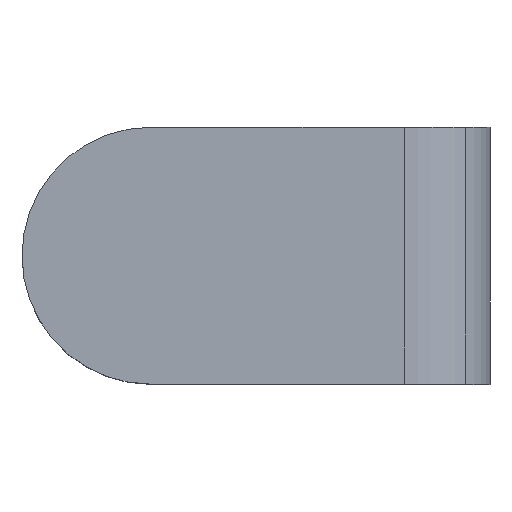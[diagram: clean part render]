
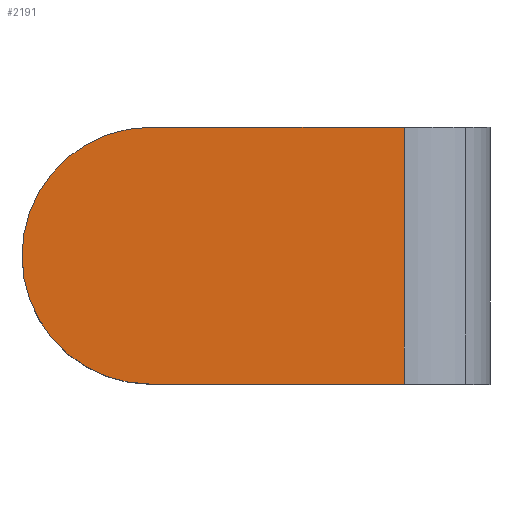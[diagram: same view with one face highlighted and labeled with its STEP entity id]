
A CAD part, top view. The second image highlights one B-rep face of the part: STEP entity #2191.
In plain terms, the highlighted planar face has unit normal (0, 0, 1).
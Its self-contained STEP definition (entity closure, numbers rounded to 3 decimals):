
#3 = CARTESIAN_POINT ( 'NONE',  ( -82., 22.5, 0. ) ) ;
#55 = EDGE_CURVE ( 'NONE', #967, #3176, #1775, .T. ) ;
#73 = DIRECTION ( 'NONE',  ( 0., -1., 0. ) ) ;
#225 = EDGE_CURVE ( 'NONE', #3355, #569, #3601, .T. ) ;
#339 = DIRECTION ( 'NONE',  ( 1., 0., 0. ) ) ;
#438 = EDGE_LOOP ( 'NONE', ( #1591, #1529, #1423, #1963, #1750 ) ) ;
#566 = EDGE_CURVE ( 'NONE', #3176, #1505, #3162, .T. ) ;
#569 = VERTEX_POINT ( 'NONE', #2417 ) ;
#670 = CARTESIAN_POINT ( 'NONE',  ( -59.5, 22.5, 0. ) ) ;
#718 = CARTESIAN_POINT ( 'NONE',  ( -59.5, 0., 0. ) ) ;
#726 = DIRECTION ( 'NONE',  ( 0., 0., 1. ) ) ;
#887 = FACE_OUTER_BOUND ( 'NONE', #438, .T. ) ;
#967 = VERTEX_POINT ( 'NONE', #670 ) ;
#1218 = AXIS2_PLACEMENT_3D ( 'NONE', #718, #1858, #3011 ) ;
#1423 = ORIENTED_EDGE ( 'NONE', *, *, #1738, .T. ) ;
#1424 = LINE ( 'NONE', #3, #3438 ) ;
#1488 = CARTESIAN_POINT ( 'NONE',  ( -15., 22.5, 0. ) ) ;
#1505 = VERTEX_POINT ( 'NONE', #3240 ) ;
#1529 = ORIENTED_EDGE ( 'NONE', *, *, #566, .T. ) ;
#1591 = ORIENTED_EDGE ( 'NONE', *, *, #55, .T. ) ;
#1606 = AXIS2_PLACEMENT_3D ( 'NONE', #1669, #3433, #2315 ) ;
#1669 = CARTESIAN_POINT ( 'NONE',  ( -82., 22.5, 0. ) ) ;
#1738 = EDGE_CURVE ( 'NONE', #1505, #569, #2464, .T. ) ;
#1750 = ORIENTED_EDGE ( 'NONE', *, *, #3643, .F. ) ;
#1775 = CIRCLE ( 'NONE', #2927, 22.5 ) ;
#1858 = DIRECTION ( 'NONE',  ( 0., 0., 1. ) ) ;
#1963 = ORIENTED_EDGE ( 'NONE', *, *, #225, .F. ) ;
#2191 = ADVANCED_FACE ( 'NONE', ( #887 ), #2830, .F. ) ;
#2315 = DIRECTION ( 'NONE',  ( -1., 0., 0. ) ) ;
#2317 = VECTOR ( 'NONE', #2706, 1000. ) ;
#2417 = CARTESIAN_POINT ( 'NONE',  ( -15., -22.5, 0. ) ) ;
#2455 = CARTESIAN_POINT ( 'NONE',  ( -59.5, 0., 0. ) ) ;
#2464 = LINE ( 'NONE', #3251, #2317 ) ;
#2706 = DIRECTION ( 'NONE',  ( 1., 0., 0. ) ) ;
#2756 = CARTESIAN_POINT ( 'NONE',  ( -15., 22.5, 0. ) ) ;
#2758 = DIRECTION ( 'NONE',  ( -1., 0., 0. ) ) ;
#2830 = PLANE ( 'NONE',  #1606 ) ;
#2927 = AXIS2_PLACEMENT_3D ( 'NONE', #2455, #726, #2758 ) ;
#3011 = DIRECTION ( 'NONE',  ( -1., 0., 0. ) ) ;
#3162 = CIRCLE ( 'NONE', #1218, 22.5 ) ;
#3176 = VERTEX_POINT ( 'NONE', #3441 ) ;
#3240 = CARTESIAN_POINT ( 'NONE',  ( -59.5, -22.5, 0. ) ) ;
#3251 = CARTESIAN_POINT ( 'NONE',  ( -82., -22.5, 0. ) ) ;
#3355 = VERTEX_POINT ( 'NONE', #2756 ) ;
#3361 = VECTOR ( 'NONE', #73, 1000. ) ;
#3433 = DIRECTION ( 'NONE',  ( 0., 0., -1. ) ) ;
#3438 = VECTOR ( 'NONE', #339, 1000. ) ;
#3441 = CARTESIAN_POINT ( 'NONE',  ( -82., 0., 0. ) ) ;
#3601 = LINE ( 'NONE', #1488, #3361 ) ;
#3643 = EDGE_CURVE ( 'NONE', #967, #3355, #1424, .T. ) ;
